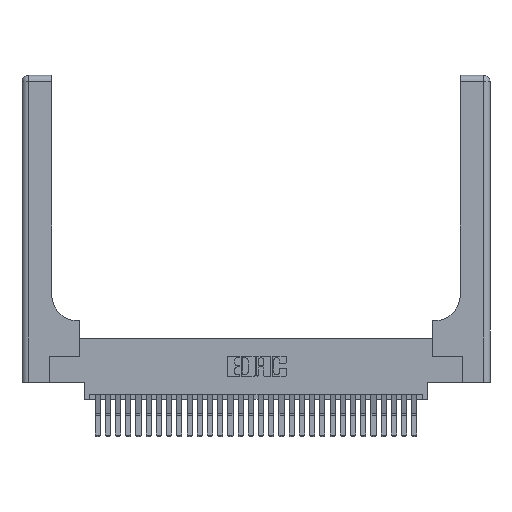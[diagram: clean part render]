
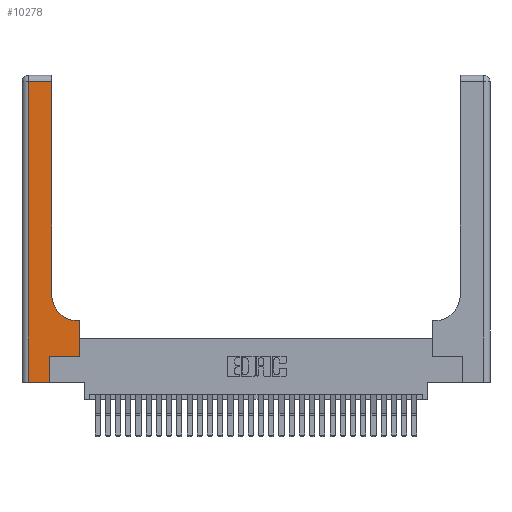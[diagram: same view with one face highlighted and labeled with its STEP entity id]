
A CAD part, top view. The second image highlights one B-rep face of the part: STEP entity #10278.
In plain terms, the highlighted planar face has unit normal (0, 0, 1).
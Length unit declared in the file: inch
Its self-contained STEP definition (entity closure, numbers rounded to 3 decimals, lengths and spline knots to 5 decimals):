
#495 = DIRECTION ( 'NONE',  ( 0., 0., -1. ) ) ;
#947 = DIRECTION ( 'NONE',  ( 0., 1., 0. ) ) ;
#1127 = ORIENTED_EDGE ( 'NONE', *, *, #10680, .T. ) ;
#2331 = LINE ( 'NONE', #20753, #20545 ) ;
#2373 = AXIS2_PLACEMENT_3D ( 'NONE', #18610, #13725, #30932 ) ;
#2677 = ORIENTED_EDGE ( 'NONE', *, *, #27475, .T. ) ;
#2806 = VECTOR ( 'NONE', #23712, 39.37008 ) ;
#3925 = CARTESIAN_POINT ( 'NONE',  ( 0.269, 0., 0.37 ) ) ;
#5475 = CARTESIAN_POINT ( 'NONE',  ( 0.2915, 2.94, 0.37 ) ) ;
#5545 = CARTESIAN_POINT ( 'NONE',  ( 0.2915, 0.85, 0.37 ) ) ;
#6544 = DIRECTION ( 'NONE',  ( 0., 1., 0. ) ) ;
#6738 = LINE ( 'NONE', #12537, #18340 ) ;
#7288 = ORIENTED_EDGE ( 'NONE', *, *, #23510, .T. ) ;
#7643 = VERTEX_POINT ( 'NONE', #15713 ) ;
#7910 = CIRCLE ( 'NONE', #10437, 0.25 ) ;
#9328 = EDGE_LOOP ( 'NONE', ( #28503, #16166, #19287, #1127, #14214, #2677, #28884, #12310, #7288 ) ) ;
#9407 = VECTOR ( 'NONE', #10439, 39.37008 ) ;
#10278 = ADVANCED_FACE ( 'NONE', ( #30637 ), #11240, .F. ) ;
#10437 = AXIS2_PLACEMENT_3D ( 'NONE', #15252, #495, #17751 ) ;
#10439 = DIRECTION ( 'NONE',  ( -1., 0., 0. ) ) ;
#10501 = VERTEX_POINT ( 'NONE', #24344 ) ;
#10680 = EDGE_CURVE ( 'NONE', #31468, #10501, #6738, .T. ) ;
#11234 = EDGE_CURVE ( 'NONE', #11248, #15539, #28328, .T. ) ;
#11240 = PLANE ( 'NONE',  #2373 ) ;
#11248 = VERTEX_POINT ( 'NONE', #5475 ) ;
#12310 = ORIENTED_EDGE ( 'NONE', *, *, #26763, .T. ) ;
#12537 = CARTESIAN_POINT ( 'NONE',  ( 0., 0., 0.37 ) ) ;
#12937 = VERTEX_POINT ( 'NONE', #5545 ) ;
#13240 = LINE ( 'NONE', #30765, #19056 ) ;
#13669 = VECTOR ( 'NONE', #24471, 39.37008 ) ;
#13725 = DIRECTION ( 'NONE',  ( 0., 0., -1. ) ) ;
#14214 = ORIENTED_EDGE ( 'NONE', *, *, #25176, .T. ) ;
#15252 = CARTESIAN_POINT ( 'NONE',  ( 0.5415, 0.85, 0.37 ) ) ;
#15539 = VERTEX_POINT ( 'NONE', #24880 ) ;
#15713 = CARTESIAN_POINT ( 'NONE',  ( 0.5585, 0.25, 0.37 ) ) ;
#16166 = ORIENTED_EDGE ( 'NONE', *, *, #11234, .T. ) ;
#16986 = CARTESIAN_POINT ( 'NONE',  ( 0.2915, 0.6, 0.37 ) ) ;
#16995 = CARTESIAN_POINT ( 'NONE',  ( 0.5585, 0.6, 0.37 ) ) ;
#17491 = VERTEX_POINT ( 'NONE', #17620 ) ;
#17569 = CARTESIAN_POINT ( 'NONE',  ( 0.5415, 0.6, 0.37 ) ) ;
#17620 = CARTESIAN_POINT ( 'NONE',  ( 0.269, 0.25, 0.37 ) ) ;
#17718 = VECTOR ( 'NONE', #23122, 39.37008 ) ;
#17751 = DIRECTION ( 'NONE',  ( 1., 0., 0. ) ) ;
#18340 = VECTOR ( 'NONE', #24879, 39.37008 ) ;
#18500 = LINE ( 'NONE', #20645, #17718 ) ;
#18555 = DIRECTION ( 'NONE',  ( 1., 0., 0. ) ) ;
#18610 = CARTESIAN_POINT ( 'NONE',  ( 0., 3., 0.37 ) ) ;
#19056 = VECTOR ( 'NONE', #18555, 39.37008 ) ;
#19287 = ORIENTED_EDGE ( 'NONE', *, *, #30011, .T. ) ;
#19512 = VERTEX_POINT ( 'NONE', #16995 ) ;
#20319 = LINE ( 'NONE', #16986, #13669 ) ;
#20545 = VECTOR ( 'NONE', #947, 39.37008 ) ;
#20645 = CARTESIAN_POINT ( 'NONE',  ( 0.06, 3., 0.37 ) ) ;
#20753 = CARTESIAN_POINT ( 'NONE',  ( 0.5585, 0.25, 0.37 ) ) ;
#21774 = LINE ( 'NONE', #3925, #2806 ) ;
#23122 = DIRECTION ( 'NONE',  ( 0., -1., 0. ) ) ;
#23510 = EDGE_CURVE ( 'NONE', #26220, #12937, #7910, .T. ) ;
#23671 = CARTESIAN_POINT ( 'NONE',  ( 0.06, 0., 0.37 ) ) ;
#23712 = DIRECTION ( 'NONE',  ( 0., 1., 0. ) ) ;
#24344 = CARTESIAN_POINT ( 'NONE',  ( 0.269, 0., 0.37 ) ) ;
#24471 = DIRECTION ( 'NONE',  ( -1., 0., 0. ) ) ;
#24879 = DIRECTION ( 'NONE',  ( 1., 0., 0. ) ) ;
#24880 = CARTESIAN_POINT ( 'NONE',  ( 0.06, 2.94, 0.37 ) ) ;
#25176 = EDGE_CURVE ( 'NONE', #10501, #17491, #21774, .T. ) ;
#25273 = CARTESIAN_POINT ( 'NONE',  ( 0., 2.94, 0.37 ) ) ;
#26220 = VERTEX_POINT ( 'NONE', #17569 ) ;
#26317 = CARTESIAN_POINT ( 'NONE',  ( 0.2915, 3., 0.37 ) ) ;
#26391 = EDGE_CURVE ( 'NONE', #7643, #19512, #2331, .T. ) ;
#26763 = EDGE_CURVE ( 'NONE', #19512, #26220, #20319, .T. ) ;
#27475 = EDGE_CURVE ( 'NONE', #17491, #7643, #13240, .T. ) ;
#27621 = EDGE_CURVE ( 'NONE', #12937, #11248, #29035, .T. ) ;
#28296 = VECTOR ( 'NONE', #6544, 39.37008 ) ;
#28328 = LINE ( 'NONE', #25273, #9407 ) ;
#28503 = ORIENTED_EDGE ( 'NONE', *, *, #27621, .T. ) ;
#28884 = ORIENTED_EDGE ( 'NONE', *, *, #26391, .T. ) ;
#29035 = LINE ( 'NONE', #26317, #28296 ) ;
#30011 = EDGE_CURVE ( 'NONE', #15539, #31468, #18500, .T. ) ;
#30637 = FACE_OUTER_BOUND ( 'NONE', #9328, .T. ) ;
#30765 = CARTESIAN_POINT ( 'NONE',  ( 0.269, 0.25, 0.37 ) ) ;
#30932 = DIRECTION ( 'NONE',  ( -1., 0., 0. ) ) ;
#31468 = VERTEX_POINT ( 'NONE', #23671 ) ;
